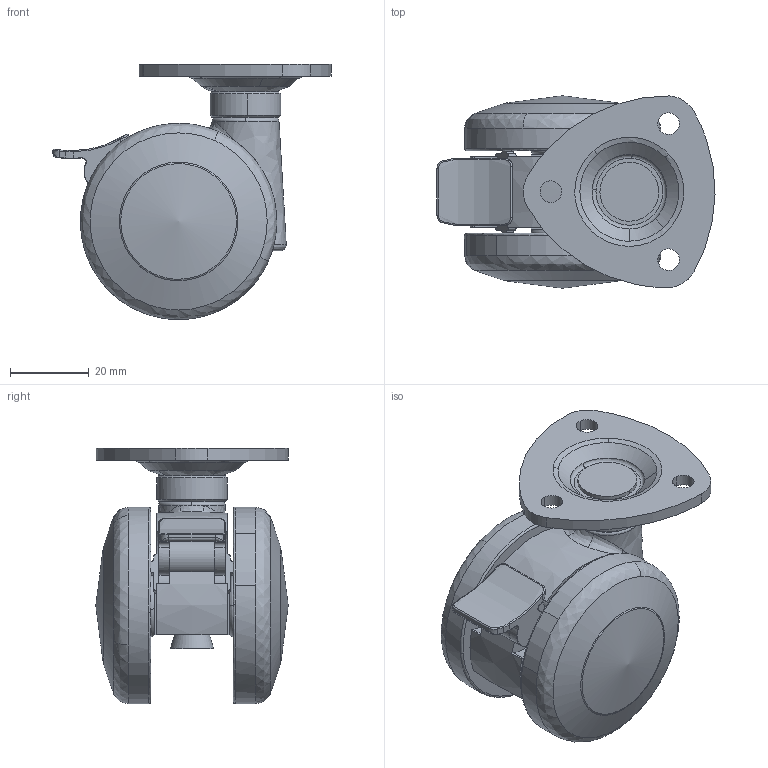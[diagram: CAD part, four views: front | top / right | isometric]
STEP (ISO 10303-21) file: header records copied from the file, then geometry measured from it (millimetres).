
FILE_DESCRIPTION((''),'2;1');
FILE_NAME('','2005-12-16T13:58:03',(''),(''),'','CADfix','');
FILE_SCHEMA(('AUTOMOTIVE_DESIGN'));
Length unit declared in the file: millimetre
Products named in the file (6): wheel; mounting plate; main shaft; lever; body; TY50S_11390_36
Assembly tree (6 placements, depth 2):
  TY50S_11390_36
    wheel  x2
    mounting plate
    main shaft
    lever
    body
Bounding box: 70.82 x 49 x 65 mm (x, y, z)
Volume: 68778.5 mm3; surface area: 31781 mm2
Topology: 6 solids, 6 shells, 227 faces, 694 edges, 491 vertices
Faces by surface type: bspline 227
Entity records: 10066 total; most frequent: CARTESIAN_POINT 6628, ORIENTED_EDGE 1236, EDGE_CURVE 618, VERTEX_POINT 433, EDGE_LOOP 233, FACE_OUTER_BOUND 206, ADVANCED_FACE 206, QUASI_UNIFORM_CURVE 184
